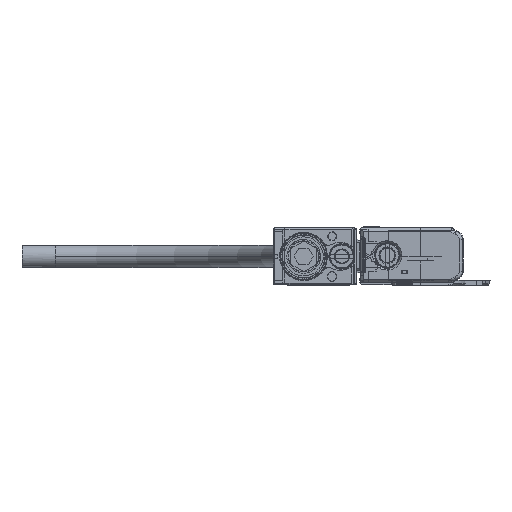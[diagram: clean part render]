
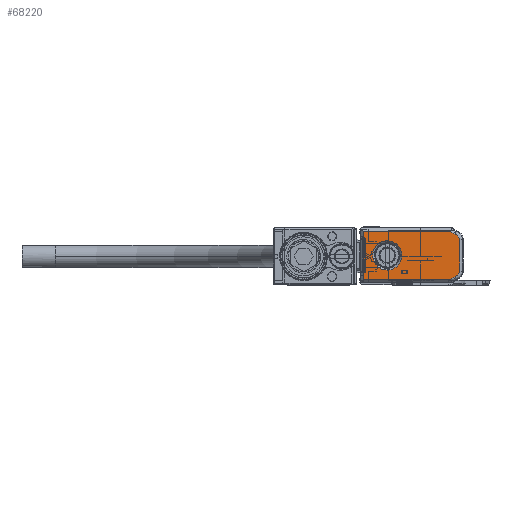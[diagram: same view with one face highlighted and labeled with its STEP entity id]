
A CAD part, left-side view. The second image highlights one B-rep face of the part: STEP entity #68220.
In plain terms, the highlighted planar face has unit normal (-1, 0, 0).
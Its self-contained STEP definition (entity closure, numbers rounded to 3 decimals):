
#68128=AXIS2_PLACEMENT_3D('Plane Axis2P3D',#68125,#68126,#68127) ;
#68152=AXIS2_PLACEMENT_3D('Circle Axis2P3D',#68150,#68151,$) ;
#68166=AXIS2_PLACEMENT_3D('Circle Axis2P3D',#68164,#68165,$) ;
#68196=AXIS2_PLACEMENT_3D('Circle Axis2P3D',#68194,#68195,$) ;
#68205=AXIS2_PLACEMENT_3D('Circle Axis2P3D',#68203,#68204,$) ;
#68212=AXIS2_PLACEMENT_3D('Circle Axis2P3D',#68210,#68211,$) ;
#65312=CARTESIAN_POINT('Vertex',(-1976.,30.2,0.2)) ;
#65321=CARTESIAN_POINT('Vertex',(-1976.,3.814,0.2)) ;
#65324=CARTESIAN_POINT('Line Origine',(-1976.,15.7,0.2)) ;
#65503=CARTESIAN_POINT('Vertex',(-1976.,30.2,14.8)) ;
#65506=CARTESIAN_POINT('Line Origine',(-1976.,30.2,7.5)) ;
#65601=CARTESIAN_POINT('Vertex',(-1976.,3.814,14.8)) ;
#65604=CARTESIAN_POINT('Line Origine',(-1976.,15.7,14.8)) ;
#65665=CARTESIAN_POINT('Line Origine',(-1976.,1.067,12.053)) ;
#65669=CARTESIAN_POINT('Vertex',(-1976.,3.119,14.104)) ;
#68125=CARTESIAN_POINT('Axis2P3D Location',(-1976.,0.2,7.5)) ;
#68130=CARTESIAN_POINT('Line Origine',(-1976.,3.466,0.548)) ;
#68134=CARTESIAN_POINT('Vertex',(-1976.,3.119,0.896)) ;
#68138=CARTESIAN_POINT('Control Point',(-1976.,3.119,0.896)) ;
#68139=CARTESIAN_POINT('Control Point',(-1976.,3.044,0.97)) ;
#68140=CARTESIAN_POINT('Control Point',(-1976.,2.961,1.035)) ;
#68141=CARTESIAN_POINT('Control Point',(-1976.,2.87,1.089)) ;
#68142=CARTESIAN_POINT('Control Point',(-1976.,2.748,1.142)) ;
#68143=CARTESIAN_POINT('Control Point',(-1976.,2.621,1.175)) ;
#68144=CARTESIAN_POINT('Control Point',(-1976.,2.596,1.18)) ;
#68145=CARTESIAN_POINT('Control Point',(-1976.,2.57,1.185)) ;
#68146=CARTESIAN_POINT('Control Point',(-1976.,2.544,1.19)) ;
#68147=CARTESIAN_POINT('Vertex',(-1976.,2.544,1.19)) ;
#68150=CARTESIAN_POINT('Axis2P3D Location',(-1976.,2.8,2.769)) ;
#68154=CARTESIAN_POINT('Vertex',(-1976.,1.2,2.769)) ;
#68157=CARTESIAN_POINT('Line Origine',(-1976.,1.2,7.5)) ;
#68161=CARTESIAN_POINT('Vertex',(-1976.,1.2,12.231)) ;
#68164=CARTESIAN_POINT('Axis2P3D Location',(-1976.,2.8,12.231)) ;
#68168=CARTESIAN_POINT('Vertex',(-1976.,2.544,13.81)) ;
#68172=CARTESIAN_POINT('Control Point',(-1976.,2.544,13.81)) ;
#68173=CARTESIAN_POINT('Control Point',(-1976.,2.648,13.827)) ;
#68174=CARTESIAN_POINT('Control Point',(-1976.,2.749,13.857)) ;
#68175=CARTESIAN_POINT('Control Point',(-1976.,2.846,13.899)) ;
#68176=CARTESIAN_POINT('Control Point',(-1976.,2.96,13.967)) ;
#68177=CARTESIAN_POINT('Control Point',(-1976.,3.061,14.05)) ;
#68178=CARTESIAN_POINT('Control Point',(-1976.,3.081,14.068)) ;
#68179=CARTESIAN_POINT('Control Point',(-1976.,3.1,14.086)) ;
#68180=CARTESIAN_POINT('Control Point',(-1976.,3.119,14.104)) ;
#68194=CARTESIAN_POINT('Axis2P3D Location',(-1976.,23.,7.5)) ;
#68198=CARTESIAN_POINT('Vertex',(-1976.,23.,11.9)) ;
#68200=CARTESIAN_POINT('Vertex',(-1976.,23.,3.1)) ;
#68203=CARTESIAN_POINT('Axis2P3D Location',(-1976.,23.,7.5)) ;
#68207=CARTESIAN_POINT('Vertex',(-1976.,24.895,11.471)) ;
#68210=CARTESIAN_POINT('Axis2P3D Location',(-1976.,23.,7.5)) ;
#65325=DIRECTION('Vector Direction',(0.,-1.,0.)) ;
#65507=DIRECTION('Vector Direction',(0.,0.,-1.)) ;
#65605=DIRECTION('Vector Direction',(0.,1.,0.)) ;
#65666=DIRECTION('Vector Direction',(0.,0.707,0.707)) ;
#68126=DIRECTION('Axis2P3D Direction',(1.,0.,0.)) ;
#68127=DIRECTION('Axis2P3D XDirection',(0.,0.,1.)) ;
#68131=DIRECTION('Vector Direction',(0.,-0.707,0.707)) ;
#68151=DIRECTION('Axis2P3D Direction',(1.,0.,0.)) ;
#68158=DIRECTION('Vector Direction',(0.,0.,1.)) ;
#68165=DIRECTION('Axis2P3D Direction',(1.,0.,0.)) ;
#68195=DIRECTION('Axis2P3D Direction',(1.,0.,0.)) ;
#68204=DIRECTION('Axis2P3D Direction',(1.,0.,0.)) ;
#68211=DIRECTION('Axis2P3D Direction',(1.,0.,0.)) ;
#65326=VECTOR('Line Direction',#65325,1.) ;
#65508=VECTOR('Line Direction',#65507,1.) ;
#65606=VECTOR('Line Direction',#65605,1.) ;
#65667=VECTOR('Line Direction',#65666,1.) ;
#68132=VECTOR('Line Direction',#68131,1.) ;
#68159=VECTOR('Line Direction',#68158,1.) ;
#68183=ORIENTED_EDGE('',*,*,#65608,.F.) ;
#68184=ORIENTED_EDGE('',*,*,#65510,.F.) ;
#68185=ORIENTED_EDGE('',*,*,#65328,.F.) ;
#68186=ORIENTED_EDGE('',*,*,#68136,.F.) ;
#68187=ORIENTED_EDGE('',*,*,#68149,.F.) ;
#68188=ORIENTED_EDGE('',*,*,#68156,.F.) ;
#68189=ORIENTED_EDGE('',*,*,#68163,.F.) ;
#68190=ORIENTED_EDGE('',*,*,#68170,.F.) ;
#68191=ORIENTED_EDGE('',*,*,#68181,.F.) ;
#68192=ORIENTED_EDGE('',*,*,#65671,.F.) ;
#68216=ORIENTED_EDGE('',*,*,#68202,.T.) ;
#68217=ORIENTED_EDGE('',*,*,#68209,.T.) ;
#68218=ORIENTED_EDGE('',*,*,#68214,.T.) ;
#68219=FACE_BOUND('',#68215,.T.) ;
#68220=ADVANCED_FACE('Brep With Voids',(#68193,#68219),#68129,.F.) ;
#68137=B_SPLINE_CURVE_WITH_KNOTS('',5,(#68138,#68139,#68140,#68141,#68142,#68143,#68144,#68145,#68146),.UNSPECIFIED.,.F.,.U.,(6,3,6),(0.,0.743,0.929),.UNSPECIFIED.) ;
#68171=B_SPLINE_CURVE_WITH_KNOTS('',5,(#68172,#68173,#68174,#68175,#68176,#68177,#68178,#68179,#68180),.UNSPECIFIED.,.F.,.U.,(6,3,6),(0.,0.743,0.929),.UNSPECIFIED.) ;
#68153=CIRCLE('generated circle',#68152,1.6) ;
#68167=CIRCLE('generated circle',#68166,1.6) ;
#68197=CIRCLE('generated circle',#68196,4.4) ;
#68206=CIRCLE('generated circle',#68205,4.4) ;
#68213=CIRCLE('generated circle',#68212,4.4) ;
#65328=EDGE_CURVE('',#65322,#65313,#65327,.F.) ;
#65510=EDGE_CURVE('',#65313,#65504,#65509,.F.) ;
#65608=EDGE_CURVE('',#65504,#65602,#65607,.F.) ;
#65671=EDGE_CURVE('',#65602,#65670,#65668,.F.) ;
#68136=EDGE_CURVE('',#68135,#65322,#68133,.F.) ;
#68149=EDGE_CURVE('',#68148,#68135,#68137,.F.) ;
#68156=EDGE_CURVE('',#68155,#68148,#68153,.T.) ;
#68163=EDGE_CURVE('',#68162,#68155,#68160,.F.) ;
#68170=EDGE_CURVE('',#68169,#68162,#68167,.T.) ;
#68181=EDGE_CURVE('',#65670,#68169,#68171,.F.) ;
#68202=EDGE_CURVE('',#68199,#68201,#68197,.T.) ;
#68209=EDGE_CURVE('',#68201,#68208,#68206,.T.) ;
#68214=EDGE_CURVE('',#68208,#68199,#68213,.T.) ;
#68182=EDGE_LOOP('',(#68183,#68184,#68185,#68186,#68187,#68188,#68189,#68190,#68191,#68192)) ;
#68215=EDGE_LOOP('',(#68216,#68217,#68218)) ;
#68193=FACE_OUTER_BOUND('',#68182,.T.) ;
#65327=LINE('Line',#65324,#65326) ;
#65509=LINE('Line',#65506,#65508) ;
#65607=LINE('Line',#65604,#65606) ;
#65668=LINE('Line',#65665,#65667) ;
#68133=LINE('Line',#68130,#68132) ;
#68160=LINE('Line',#68157,#68159) ;
#68129=PLANE('Plane',#68128) ;
#65313=VERTEX_POINT('',#65312) ;
#65322=VERTEX_POINT('',#65321) ;
#65504=VERTEX_POINT('',#65503) ;
#65602=VERTEX_POINT('',#65601) ;
#65670=VERTEX_POINT('',#65669) ;
#68135=VERTEX_POINT('',#68134) ;
#68148=VERTEX_POINT('',#68147) ;
#68155=VERTEX_POINT('',#68154) ;
#68162=VERTEX_POINT('',#68161) ;
#68169=VERTEX_POINT('',#68168) ;
#68199=VERTEX_POINT('',#68198) ;
#68201=VERTEX_POINT('',#68200) ;
#68208=VERTEX_POINT('',#68207) ;
